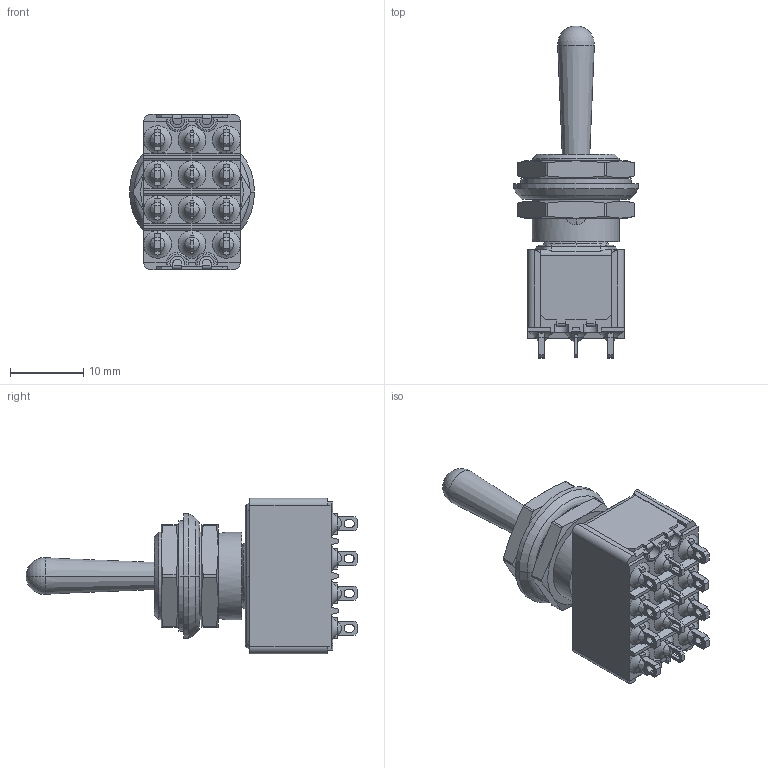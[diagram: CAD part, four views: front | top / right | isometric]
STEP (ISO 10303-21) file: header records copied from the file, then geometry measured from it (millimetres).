
FILE_DESCRIPTION((''),'2;1');
FILE_NAME('5664MTHAKB','2009-01-20T',('snouilhan'),(''),'PRO/ENGINEER BY PARAMETRIC TECHNOLOGY CORPORATION, 2008310','PRO/ENGINEER BY PARAMETRIC TECHNOLOGY CORPORATION, 2008310','');
FILE_SCHEMA(('CONFIG_CONTROL_DESIGN'));
Length unit declared in the file: millimetre
Products named in the file (1): 5664MTHAKB
Bounding box: 17.05 x 45.25 x 21.2 mm (x, y, z)
Volume: 3335.2 mm3; surface area: 5708.4 mm2
Topology: 2 solids, 2 shells, 1116 faces, 3033 edges, 1913 vertices
Faces by surface type: plane 728, cylinder 193, cone 59, bspline 52, torus 44, sphere 40
Entity records: 38288 total; most frequent: CARTESIAN_POINT 10724, ORIENTED_EDGE 6054, DIRECTION 5298, EDGE_CURVE 3027, VECTOR 1984, LINE 1984, VERTEX_POINT 1913, AXIS2_PLACEMENT_3D 1657
